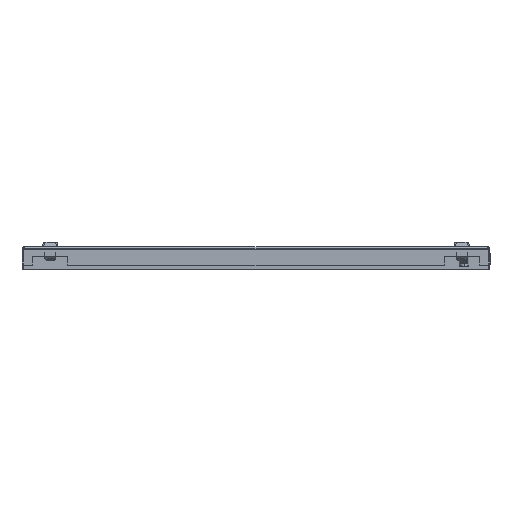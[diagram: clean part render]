
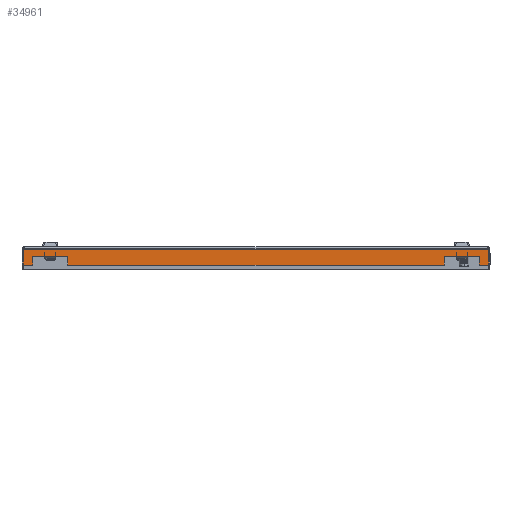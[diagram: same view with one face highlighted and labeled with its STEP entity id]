
A CAD part, left-side view. The second image highlights one B-rep face of the part: STEP entity #34961.
In plain terms, the highlighted planar face has unit normal (-1, 0, 0).
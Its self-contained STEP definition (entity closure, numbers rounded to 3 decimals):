
#15408 = EDGE_CURVE ( 'NONE', #54692, #54689, #44286, .T. ) ;
#15409 = EDGE_CURVE ( 'NONE', #54635, #54632, #44255, .T. ) ;
#15410 = EDGE_CURVE ( 'NONE', #54622, #54619, #44253, .T. ) ;
#15411 = EDGE_CURVE ( 'NONE', #54629, #54625, #44292, .T. ) ;
#15417 = EDGE_CURVE ( 'NONE', #54689, #54615, #44269, .T. ) ;
#15418 = EDGE_CURVE ( 'NONE', #54625, #54622, #44259, .T. ) ;
#15423 = EDGE_CURVE ( 'NONE', #54639, #54635, #44437, .T. ) ;
#15424 = EDGE_CURVE ( 'NONE', #54652, #54642, #44537, .T. ) ;
#15437 = EDGE_CURVE ( 'NONE', #54632, #54629, #44526, .T. ) ;
#15438 = EDGE_CURVE ( 'NONE', #54619, #54615, #44566, .T. ) ;
#15443 = EDGE_CURVE ( 'NONE', #54692, #54652, #44280, .T. ) ;
#15444 = EDGE_CURVE ( 'NONE', #54642, #54639, #44285, .T. ) ;
#26046 = FACE_OUTER_BOUND ( 'NONE', #51822, .T. ) ;
#34961 = ADVANCED_FACE ( 'NONE', ( #26046 ), #73214, .F. ) ;
#44230 = VECTOR ( 'NONE', #89563, 1000. ) ;
#44253 = LINE ( 'NONE', #89565, #44273 ) ;
#44255 = LINE ( 'NONE', #89582, #44230 ) ;
#44257 = VECTOR ( 'NONE', #89545, 1000. ) ;
#44259 = LINE ( 'NONE', #89546, #44257 ) ;
#44269 = LINE ( 'NONE', #89548, #44304 ) ;
#44273 = VECTOR ( 'NONE', #89561, 1000. ) ;
#44275 = VECTOR ( 'NONE', #89570, 1000. ) ;
#44280 = LINE ( 'NONE', #89430, #44287 ) ;
#44283 = VECTOR ( 'NONE', #89427, 1000. ) ;
#44285 = LINE ( 'NONE', #89428, #44283 ) ;
#44286 = LINE ( 'NONE', #89572, #44275 ) ;
#44287 = VECTOR ( 'NONE', #89429, 1000. ) ;
#44292 = LINE ( 'NONE', #89560, #44298 ) ;
#44298 = VECTOR ( 'NONE', #89559, 1000. ) ;
#44304 = VECTOR ( 'NONE', #89547, 1000. ) ;
#44437 = LINE ( 'NONE', #89532, #44583 ) ;
#44454 = VECTOR ( 'NONE', #89529, 1000. ) ;
#44526 = LINE ( 'NONE', #89450, #44592 ) ;
#44537 = LINE ( 'NONE', #89530, #44454 ) ;
#44566 = LINE ( 'NONE', #89448, #44588 ) ;
#44583 = VECTOR ( 'NONE', #89531, 1000. ) ;
#44588 = VECTOR ( 'NONE', #89447, 1000. ) ;
#44592 = VECTOR ( 'NONE', #89449, 1000. ) ;
#51822 = EDGE_LOOP ( 'NONE', ( #58329, #58328, #58327, #58326, #58325, #58324, #58323, #58322, #58321, #58320, #58319, #58318 ) ) ;
#54615 = VERTEX_POINT ( 'NONE', #76880 ) ;
#54619 = VERTEX_POINT ( 'NONE', #76882 ) ;
#54622 = VERTEX_POINT ( 'NONE', #76884 ) ;
#54625 = VERTEX_POINT ( 'NONE', #76886 ) ;
#54629 = VERTEX_POINT ( 'NONE', #76888 ) ;
#54632 = VERTEX_POINT ( 'NONE', #76890 ) ;
#54635 = VERTEX_POINT ( 'NONE', #76892 ) ;
#54639 = VERTEX_POINT ( 'NONE', #76894 ) ;
#54642 = VERTEX_POINT ( 'NONE', #76896 ) ;
#54652 = VERTEX_POINT ( 'NONE', #76902 ) ;
#54689 = VERTEX_POINT ( 'NONE', #76924 ) ;
#54692 = VERTEX_POINT ( 'NONE', #76926 ) ;
#58318 = ORIENTED_EDGE ( 'NONE', *, *, #15417, .F. ) ;
#58319 = ORIENTED_EDGE ( 'NONE', *, *, #15438, .T. ) ;
#58320 = ORIENTED_EDGE ( 'NONE', *, *, #15410, .T. ) ;
#58321 = ORIENTED_EDGE ( 'NONE', *, *, #15418, .T. ) ;
#58322 = ORIENTED_EDGE ( 'NONE', *, *, #15411, .T. ) ;
#58323 = ORIENTED_EDGE ( 'NONE', *, *, #15437, .T. ) ;
#58324 = ORIENTED_EDGE ( 'NONE', *, *, #15409, .T. ) ;
#58325 = ORIENTED_EDGE ( 'NONE', *, *, #15423, .T. ) ;
#58326 = ORIENTED_EDGE ( 'NONE', *, *, #15444, .T. ) ;
#58327 = ORIENTED_EDGE ( 'NONE', *, *, #15424, .T. ) ;
#58328 = ORIENTED_EDGE ( 'NONE', *, *, #15443, .T. ) ;
#58329 = ORIENTED_EDGE ( 'NONE', *, *, #15408, .F. ) ;
#70984 = AXIS2_PLACEMENT_3D ( 'NONE', #73223, #73237, #73239 ) ;
#73214 = PLANE ( 'NONE',  #70984 ) ;
#73223 = CARTESIAN_POINT ( 'NONE',  ( -332.5, -198., 0. ) ) ;
#73237 = DIRECTION ( 'NONE',  ( 1., 0., 0. ) ) ;
#73239 = DIRECTION ( 'NONE',  ( 0., 1., 0. ) ) ;
#76880 = CARTESIAN_POINT ( 'NONE',  ( -332.5, -198., -14. ) ) ;
#76882 = CARTESIAN_POINT ( 'NONE',  ( -332.5, -190., -14. ) ) ;
#76884 = CARTESIAN_POINT ( 'NONE',  ( -332.5, -190., -6.5 ) ) ;
#76886 = CARTESIAN_POINT ( 'NONE',  ( -332.5, -160., -6.5 ) ) ;
#76888 = CARTESIAN_POINT ( 'NONE',  ( -332.5, -160., -14. ) ) ;
#76890 = CARTESIAN_POINT ( 'NONE',  ( -332.5, 160., -14. ) ) ;
#76892 = CARTESIAN_POINT ( 'NONE',  ( -332.5, 160., -6.5 ) ) ;
#76894 = CARTESIAN_POINT ( 'NONE',  ( -332.5, 190., -6.5 ) ) ;
#76896 = CARTESIAN_POINT ( 'NONE',  ( -332.5, 190., -14. ) ) ;
#76902 = CARTESIAN_POINT ( 'NONE',  ( -332.5, 198., -14. ) ) ;
#76924 = CARTESIAN_POINT ( 'NONE',  ( -332.5, -197.999, -0.75 ) ) ;
#76926 = CARTESIAN_POINT ( 'NONE',  ( -332.5, 198., -0.75 ) ) ;
#89427 = DIRECTION ( 'NONE',  ( 0., 0., 1. ) ) ;
#89428 = CARTESIAN_POINT ( 'NONE',  ( -332.5, 190., -14. ) ) ;
#89429 = DIRECTION ( 'NONE',  ( 0., 0., -1. ) ) ;
#89430 = CARTESIAN_POINT ( 'NONE',  ( -332.5, 197.999, 395.472 ) ) ;
#89447 = DIRECTION ( 'NONE',  ( 0., -1., 0. ) ) ;
#89448 = CARTESIAN_POINT ( 'NONE',  ( -332.5, -198., -14. ) ) ;
#89449 = DIRECTION ( 'NONE',  ( 0., -1., 0. ) ) ;
#89450 = CARTESIAN_POINT ( 'NONE',  ( -332.5, -198., -14. ) ) ;
#89529 = DIRECTION ( 'NONE',  ( 0., -1., 0. ) ) ;
#89530 = CARTESIAN_POINT ( 'NONE',  ( -332.5, -198., -14. ) ) ;
#89531 = DIRECTION ( 'NONE',  ( 0., -1., 0. ) ) ;
#89532 = CARTESIAN_POINT ( 'NONE',  ( -332.5, 190., -6.5 ) ) ;
#89545 = DIRECTION ( 'NONE',  ( 0., -1., 0. ) ) ;
#89546 = CARTESIAN_POINT ( 'NONE',  ( -332.5, -190., -6.5 ) ) ;
#89547 = DIRECTION ( 'NONE',  ( 0., 0., -1. ) ) ;
#89548 = CARTESIAN_POINT ( 'NONE',  ( -332.5, -197.999, 395.475 ) ) ;
#89559 = DIRECTION ( 'NONE',  ( 0., 0., 1. ) ) ;
#89560 = CARTESIAN_POINT ( 'NONE',  ( -332.5, -160., -14. ) ) ;
#89561 = DIRECTION ( 'NONE',  ( 0., 0., -1. ) ) ;
#89563 = DIRECTION ( 'NONE',  ( 0., 0., -1. ) ) ;
#89565 = CARTESIAN_POINT ( 'NONE',  ( -332.5, -190., -14. ) ) ;
#89570 = DIRECTION ( 'NONE',  ( 0., -1., 0. ) ) ;
#89572 = CARTESIAN_POINT ( 'NONE',  ( -332.5, 396.005, -0.75 ) ) ;
#89582 = CARTESIAN_POINT ( 'NONE',  ( -332.5, 160., -14. ) ) ;
